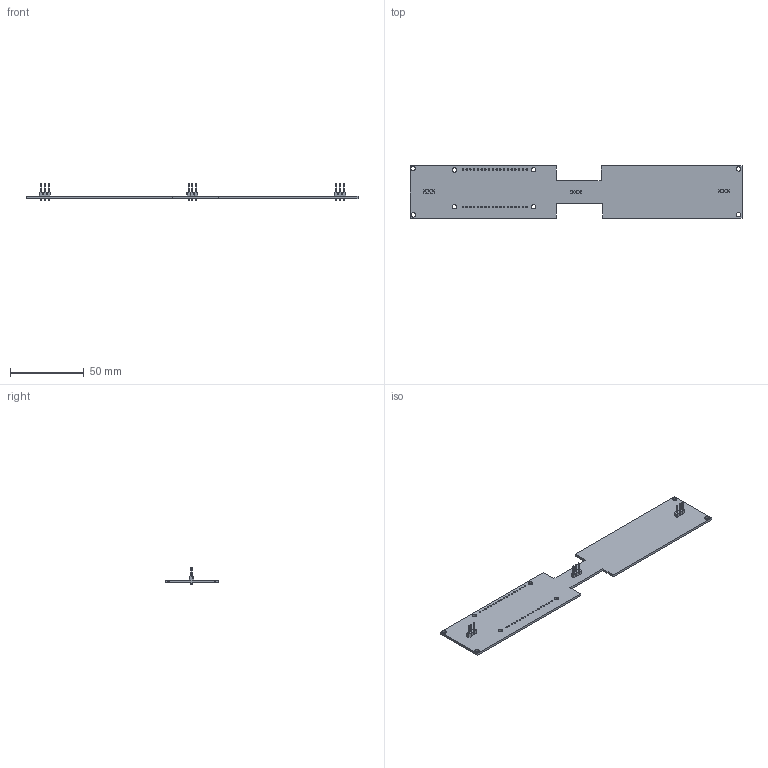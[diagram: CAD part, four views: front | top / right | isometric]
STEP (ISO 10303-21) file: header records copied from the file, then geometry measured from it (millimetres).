
FILE_DESCRIPTION(('KiCad electronic assembly'),'2;1');
FILE_NAME('Lemmingometre.step','2023-08-08T15:17:36',('Pcbnew'),('Kicad' ),'Open CASCADE STEP processor 7.6','KiCad to STEP converter', 'Unknown');
FILE_SCHEMA(('AUTOMOTIVE_DESIGN { 1 0 10303 214 1 1 1 1 }'));
Length unit declared in the file: millimetre
Products named in the file (4): Lemmingometre 1; PinHeader_1x03_P2.54mm_Vertical; SOLID; _autosave-Lemmingometre PCB
Assembly tree (5 placements, depth 3):
  Lemmingometre 1
    PinHeader_1x03_P2.54mm_Vertical  x3
      SOLID
    _autosave-Lemmingometre PCB
Bounding box: 225 x 35.56 x 11.54 mm (x, y, z)
Volume: 11825.8 mm3; surface area: 16279.1 mm2
Topology: 4 solids, 4 shells, 594 faces, 1632 edges, 1064 vertices
Faces by surface type: plane 549, cylinder 45
Full cylindrical faces by diameter (mm): 1 x45
Entity records: 31884 total; most frequent: CARTESIAN_POINT 5644, DIRECTION 4712, LINE 3636, VECTOR 3636, ORIENTED_EDGE 2544, PCURVE 2544, DEFINITIONAL_REPRESENTATION 2544, EDGE_CURVE 1272
